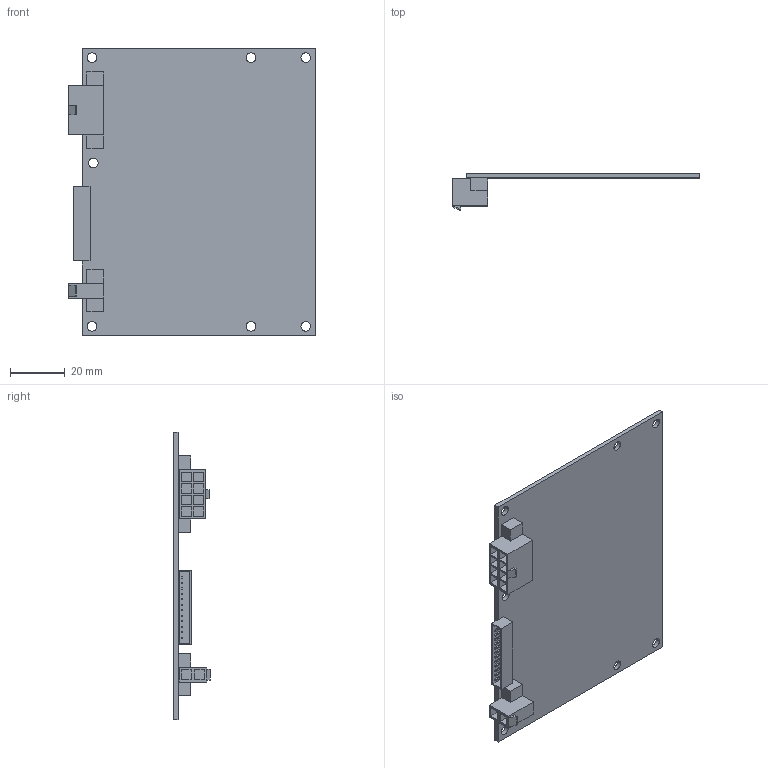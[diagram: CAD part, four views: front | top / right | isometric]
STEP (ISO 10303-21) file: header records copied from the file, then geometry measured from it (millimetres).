
FILE_DESCRIPTION(('starvars output'),'2;1');
FILE_NAME('fyd825hd3.stp','13:54:56 2014/09/11',( 'Thomas Industrial Network Germany GmbH'),( 'Thomas Industrial Network Germany GmbH'),'unknown preprocess','ACIS' ,'unknown authorization');
FILE_SCHEMA(('AUTOMOTIVE_DESIGN_CC2 {UNKNOWN IMPLEMENTATION LEVEL}'));
Length unit declared in the file: millimetre
Products named in the file (1): PRODUCT_ID_1
Bounding box: 90 x 13.4 x 105 mm (x, y, z)
Volume: 17085.9 mm3; surface area: 22090.1 mm2
Topology: 1 solids, 1 shells, 176 faces, 442 edges, 292 vertices
Faces by surface type: plane 162, cylinder 14
Entity records: 6539 total; most frequent: ORIENTED_EDGE 884, CARTESIAN_POINT 877, DIRECTION 767, EDGE_CURVE 442, VECTOR 403, LINE 403, VERTEX_POINT 292, EDGE_LOOP 216
